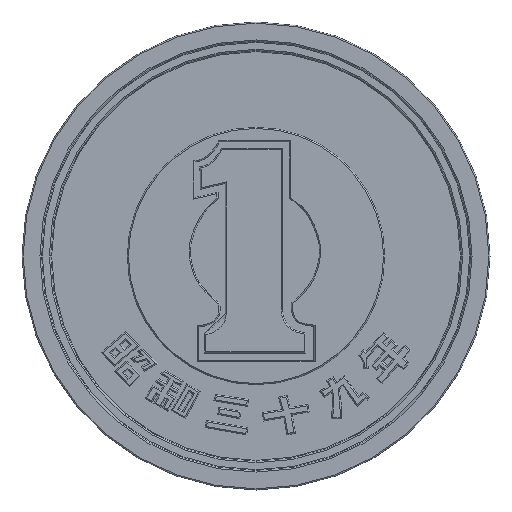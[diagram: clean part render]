
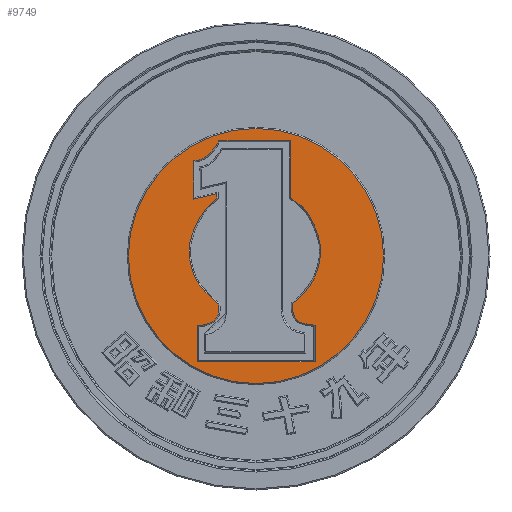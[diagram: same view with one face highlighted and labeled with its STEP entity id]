
A CAD part, front view. The second image highlights one B-rep face of the part: STEP entity #9749.
In plain terms, the highlighted planar face has unit normal (0, -1, 0).
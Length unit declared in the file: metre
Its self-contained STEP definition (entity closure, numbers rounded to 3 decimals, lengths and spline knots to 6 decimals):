
#62=CIRCLE('',#10371,0.00545);
#248=PLANE('',#10370);
#670=B_SPLINE_CURVE_WITH_KNOTS('',3,(#15766,#15767,#15768,#15769,#15770,
#15771,#15772,#15773,#15774,#15775,#15776,#15777,#15778),.UNSPECIFIED.,
 .F.,.F.,(4,1,1,1,1,1,1,1,1,1,4),(0.,0.125,0.1875,0.25,0.375,0.5,0.625,
0.6875,0.75,0.875,1.),.UNSPECIFIED.);
#671=B_SPLINE_CURVE_WITH_KNOTS('',3,(#15787,#15788,#15789,#15790,#15791,
#15792,#15793,#15794),.UNSPECIFIED.,.F.,.F.,(4,1,1,1,1,4),(0.,0.125,0.25,
0.5,0.75,1.),.UNSPECIFIED.);
#672=B_SPLINE_CURVE_WITH_KNOTS('',3,(#15800,#15801,#15802,#15803,#15804,
#15805,#15806,#15807,#15808,#15809,#15810,#15811,#15812,#15813,#15814,#15815),
 .UNSPECIFIED.,.F.,.F.,(4,1,1,1,1,1,1,1,1,1,1,1,1,4),(0.,0.0625,0.125,0.25,
0.3125,0.375,0.4375,0.5,0.625,0.75,0.8125,0.875,0.9375,1.),
 .UNSPECIFIED.);
#673=B_SPLINE_CURVE_WITH_KNOTS('',3,(#15817,#15818,#15819,#15820,#15821,
#15822,#15823,#15824,#15825,#15826,#15827,#15828,#15829,#15830,#15831),
 .UNSPECIFIED.,.F.,.F.,(4,1,1,1,1,1,1,1,1,1,1,1,4),(0.,0.0625,0.125,0.1875,
0.25,0.375,0.5,0.625,0.6875,0.75,0.8125,0.875,1.),.UNSPECIFIED.);
#674=B_SPLINE_CURVE_WITH_KNOTS('',3,(#15839,#15840,#15841,#15842,#15843,
#15844,#15845,#15846,#15847,#15848,#15849),.UNSPECIFIED.,.F.,.F.,(4,1,1,
1,1,1,1,1,4),(0.,0.125,0.25,0.375,0.5,0.625,0.75,0.875,1.),
 .UNSPECIFIED.);
#1914=ORIENTED_EDGE('',*,*,#4378,.T.);
#1915=ORIENTED_EDGE('',*,*,#4379,.T.);
#1916=ORIENTED_EDGE('',*,*,#4380,.T.);
#1917=ORIENTED_EDGE('',*,*,#4381,.T.);
#1918=ORIENTED_EDGE('',*,*,#4382,.T.);
#1919=ORIENTED_EDGE('',*,*,#4383,.T.);
#1920=ORIENTED_EDGE('',*,*,#4384,.T.);
#1921=ORIENTED_EDGE('',*,*,#4385,.T.);
#1922=ORIENTED_EDGE('',*,*,#4386,.T.);
#1923=ORIENTED_EDGE('',*,*,#4387,.T.);
#1924=ORIENTED_EDGE('',*,*,#4388,.T.);
#1925=ORIENTED_EDGE('',*,*,#4389,.T.);
#1926=ORIENTED_EDGE('',*,*,#4390,.T.);
#1927=ORIENTED_EDGE('',*,*,#4391,.T.);
#4378=EDGE_CURVE('',#5588,#5588,#62,.T.);
#4379=EDGE_CURVE('',#5589,#5590,#670,.T.);
#4380=EDGE_CURVE('',#5590,#5591,#6499,.T.);
#4381=EDGE_CURVE('',#5591,#5592,#6500,.T.);
#4382=EDGE_CURVE('',#5592,#5593,#6501,.T.);
#4383=EDGE_CURVE('',#5593,#5594,#671,.T.);
#4384=EDGE_CURVE('',#5594,#5595,#6502,.T.);
#4385=EDGE_CURVE('',#5595,#5596,#6503,.T.);
#4386=EDGE_CURVE('',#5596,#5597,#672,.T.);
#4387=EDGE_CURVE('',#5597,#5598,#673,.T.);
#4388=EDGE_CURVE('',#5598,#5599,#6504,.T.);
#4389=EDGE_CURVE('',#5599,#5600,#6505,.T.);
#4390=EDGE_CURVE('',#5600,#5601,#6506,.T.);
#4391=EDGE_CURVE('',#5601,#5589,#674,.T.);
#5588=VERTEX_POINT('',#15765);
#5589=VERTEX_POINT('',#15779);
#5590=VERTEX_POINT('',#15780);
#5591=VERTEX_POINT('',#15782);
#5592=VERTEX_POINT('',#15784);
#5593=VERTEX_POINT('',#15786);
#5594=VERTEX_POINT('',#15795);
#5595=VERTEX_POINT('',#15797);
#5596=VERTEX_POINT('',#15799);
#5597=VERTEX_POINT('',#15816);
#5598=VERTEX_POINT('',#15832);
#5599=VERTEX_POINT('',#15834);
#5600=VERTEX_POINT('',#15836);
#5601=VERTEX_POINT('',#15838);
#6499=LINE('',#15781,#7658);
#6500=LINE('',#15783,#7659);
#6501=LINE('',#15785,#7660);
#6502=LINE('',#15796,#7661);
#6503=LINE('',#15798,#7662);
#6504=LINE('',#15833,#7663);
#6505=LINE('',#15835,#7664);
#6506=LINE('',#15837,#7665);
#7658=VECTOR('',#11821,1.);
#7659=VECTOR('',#11822,1.);
#7660=VECTOR('',#11823,1.);
#7661=VECTOR('',#11824,1.);
#7662=VECTOR('',#11825,1.);
#7663=VECTOR('',#11826,1.);
#7664=VECTOR('',#11827,1.);
#7665=VECTOR('',#11828,1.);
#8376=EDGE_LOOP('',(#1914));
#8377=EDGE_LOOP('',(#1915,#1916,#1917,#1918,#1919,#1920,#1921,#1922,#1923,
#1924,#1925,#1926,#1927));
#9037=FACE_BOUND('',#8376,.T.);
#9038=FACE_BOUND('',#8377,.T.);
#9749=ADVANCED_FACE('',(#9037,#9038),#248,.T.);
#10370=AXIS2_PLACEMENT_3D('',#15763,#11817,#11818);
#10371=AXIS2_PLACEMENT_3D('',#15764,#11819,#11820);
#11817=DIRECTION('',(0.,-1.,0.));
#11818=DIRECTION('',(1.,0.,0.));
#11819=DIRECTION('',(0.,-1.,0.));
#11820=DIRECTION('',(0.,0.,-1.));
#11821=DIRECTION('',(0.,0.,1.));
#11822=DIRECTION('',(-0.972,0.,-0.235));
#11823=DIRECTION('',(0.,0.,1.));
#11824=DIRECTION('',(1.,0.,0.));
#11825=DIRECTION('',(0.,0.,-1.));
#11826=DIRECTION('',(0.,0.,-1.));
#11827=DIRECTION('',(-1.,0.,0.));
#11828=DIRECTION('',(0.,0.,1.));
#15763=CARTESIAN_POINT('',(0.,-0.001,0.));
#15764=CARTESIAN_POINT('',(0.,-0.001,0.));
#15765=CARTESIAN_POINT('',(0.,-0.001,-0.00545));
#15766=CARTESIAN_POINT('',(-0.001595,-0.001,-0.002051));
#15767=CARTESIAN_POINT('',(-0.001811,-0.001,-0.00188));
#15768=CARTESIAN_POINT('',(-0.002087,-0.001,-0.001636));
#15769=CARTESIAN_POINT('',(-0.002363,-0.001,-0.001317));
#15770=CARTESIAN_POINT('',(-0.002563,-0.001,-0.001042));
#15771=CARTESIAN_POINT('',(-0.002789,-0.001,-0.000484));
#15772=CARTESIAN_POINT('',(-0.002889,-0.001,0.000191));
#15773=CARTESIAN_POINT('',(-0.00282,-0.001,0.000661));
#15774=CARTESIAN_POINT('',(-0.002673,-0.001,0.001099));
#15775=CARTESIAN_POINT('',(-0.002447,-0.001,0.001583));
#15776=CARTESIAN_POINT('',(-0.002163,-0.001,0.002028));
#15777=CARTESIAN_POINT('',(-0.001861,-0.001,0.002324));
#15778=CARTESIAN_POINT('',(-0.001669,-0.001,0.002477));
#15779=CARTESIAN_POINT('',(-0.001594,-0.001,-0.00205));
#15780=CARTESIAN_POINT('',(-0.001669,-0.001,0.002477));
#15781=CARTESIAN_POINT('',(-0.001669,-0.001,0.00273));
#15782=CARTESIAN_POINT('',(-0.001669,-0.001,0.002666));
#15783=CARTESIAN_POINT('',(-0.002596,-0.001,0.002442));
#15784=CARTESIAN_POINT('',(-0.002658,-0.001,0.002427));
#15785=CARTESIAN_POINT('',(-0.002658,-0.001,0.004025));
#15786=CARTESIAN_POINT('',(-0.002658,-0.001,0.00407));
#15787=CARTESIAN_POINT('',(-0.002658,-0.001,0.00407));
#15788=CARTESIAN_POINT('',(-0.002579,-0.001,0.004077));
#15789=CARTESIAN_POINT('',(-0.002473,-0.001,0.004087));
#15790=CARTESIAN_POINT('',(-0.002261,-0.001,0.004158));
#15791=CARTESIAN_POINT('',(-0.001997,-0.001,0.004341));
#15792=CARTESIAN_POINT('',(-0.001775,-0.001,0.004596));
#15793=CARTESIAN_POINT('',(-0.001646,-0.001,0.00481));
#15794=CARTESIAN_POINT('',(-0.001586,-0.001,0.004929));
#15795=CARTESIAN_POINT('',(-0.001586,-0.001,0.00493));
#15796=CARTESIAN_POINT('',(0.,-0.001,0.00493));
#15797=CARTESIAN_POINT('',(0.001487,-0.001,0.00493));
#15798=CARTESIAN_POINT('',(0.001487,-0.001,0.));
#15799=CARTESIAN_POINT('',(0.001487,-0.001,0.002484));
#15800=CARTESIAN_POINT('',(0.001487,-0.001,0.002484));
#15801=CARTESIAN_POINT('',(0.001596,-0.001,0.002411));
#15802=CARTESIAN_POINT('',(0.001793,-0.001,0.002264));
#15803=CARTESIAN_POINT('',(0.002084,-0.001,0.002013));
#15804=CARTESIAN_POINT('',(0.002338,-0.001,0.001658));
#15805=CARTESIAN_POINT('',(0.002556,-0.001,0.001172));
#15806=CARTESIAN_POINT('',(0.00267,-0.001,0.000849));
#15807=CARTESIAN_POINT('',(0.002743,-0.001,0.000533));
#15808=CARTESIAN_POINT('',(0.002784,-0.001,0.000165));
#15809=CARTESIAN_POINT('',(0.002707,-0.001,-0.000431));
#15810=CARTESIAN_POINT('',(0.002497,-0.001,-0.000968));
#15811=CARTESIAN_POINT('',(0.002281,-0.001,-0.001306));
#15812=CARTESIAN_POINT('',(0.002051,-0.001,-0.001591));
#15813=CARTESIAN_POINT('',(0.001827,-0.001,-0.001817));
#15814=CARTESIAN_POINT('',(0.001647,-0.001,-0.001959));
#15815=CARTESIAN_POINT('',(0.001548,-0.001,-0.00203));
#15816=CARTESIAN_POINT('',(0.001547,-0.001,-0.00203));
#15817=CARTESIAN_POINT('',(0.001547,-0.001,-0.00203));
#15818=CARTESIAN_POINT('',(0.001548,-0.001,-0.00209));
#15819=CARTESIAN_POINT('',(0.001549,-0.001,-0.002191));
#15820=CARTESIAN_POINT('',(0.001548,-0.001,-0.002213));
#15821=CARTESIAN_POINT('',(0.00156,-0.001,-0.002326));
#15822=CARTESIAN_POINT('',(0.00159,-0.001,-0.002451));
#15823=CARTESIAN_POINT('',(0.00166,-0.001,-0.002631));
#15824=CARTESIAN_POINT('',(0.001769,-0.001,-0.002773));
#15825=CARTESIAN_POINT('',(0.001885,-0.001,-0.002838));
#15826=CARTESIAN_POINT('',(0.002007,-0.001,-0.00288));
#15827=CARTESIAN_POINT('',(0.002162,-0.001,-0.002912));
#15828=CARTESIAN_POINT('',(0.002163,-0.001,-0.00291));
#15829=CARTESIAN_POINT('',(0.002281,-0.001,-0.002928));
#15830=CARTESIAN_POINT('',(0.002411,-0.001,-0.002946));
#15831=CARTESIAN_POINT('',(0.002526,-0.001,-0.002962));
#15832=CARTESIAN_POINT('',(0.002526,-0.001,-0.002962));
#15833=CARTESIAN_POINT('',(0.002526,-0.001,0.));
#15834=CARTESIAN_POINT('',(0.002526,-0.001,-0.004529));
#15835=CARTESIAN_POINT('',(0.,-0.001,-0.004529));
#15836=CARTESIAN_POINT('',(-0.002515,-0.001,-0.004529));
#15837=CARTESIAN_POINT('',(-0.002515,-0.001,0.));
#15838=CARTESIAN_POINT('',(-0.002515,-0.001,-0.002977));
#15839=CARTESIAN_POINT('',(-0.002515,-0.001,-0.002977));
#15840=CARTESIAN_POINT('',(-0.002429,-0.001,-0.002972));
#15841=CARTESIAN_POINT('',(-0.002274,-0.001,-0.002956));
#15842=CARTESIAN_POINT('',(-0.00215,-0.001,-0.002935));
#15843=CARTESIAN_POINT('',(-0.001952,-0.001,-0.002859));
#15844=CARTESIAN_POINT('',(-0.001793,-0.001,-0.002758));
#15845=CARTESIAN_POINT('',(-0.001658,-0.001,-0.002623));
#15846=CARTESIAN_POINT('',(-0.001589,-0.001,-0.002422));
#15847=CARTESIAN_POINT('',(-0.001583,-0.001,-0.00229));
#15848=CARTESIAN_POINT('',(-0.001587,-0.001,-0.002135));
#15849=CARTESIAN_POINT('',(-0.001594,-0.001,-0.00205));
